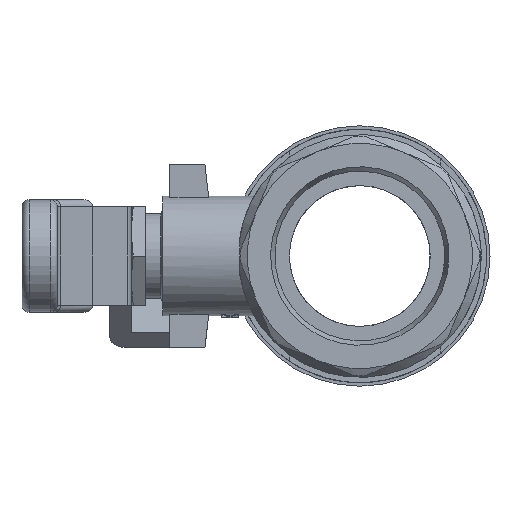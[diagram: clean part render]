
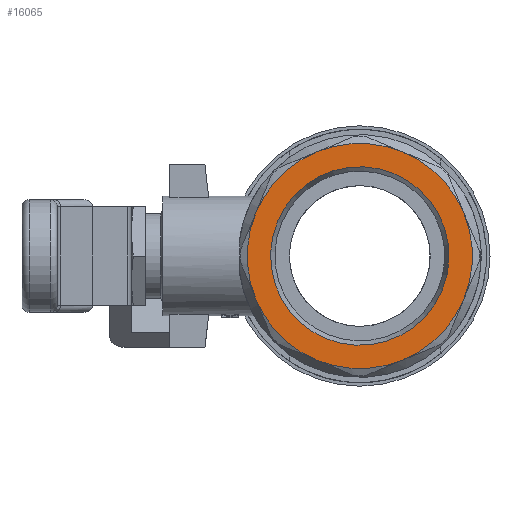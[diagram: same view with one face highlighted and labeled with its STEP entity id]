
A CAD part, left-side view. The second image highlights one B-rep face of the part: STEP entity #16065.
In plain terms, the highlighted planar face has unit normal (-1, 0, 0).
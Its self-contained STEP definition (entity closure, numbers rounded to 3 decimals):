
#3310=PLANE('',#17262);
#4528=ORIENTED_EDGE('',*,*,#9378,.F.);
#4529=ORIENTED_EDGE('',*,*,#9379,.F.);
#4530=ORIENTED_EDGE('',*,*,#9366,.F.);
#4531=ORIENTED_EDGE('',*,*,#9316,.F.);
#4532=ORIENTED_EDGE('',*,*,#9380,.F.);
#4533=ORIENTED_EDGE('',*,*,#9381,.F.);
#4534=ORIENTED_EDGE('',*,*,#9382,.F.);
#4535=ORIENTED_EDGE('',*,*,#9383,.F.);
#4536=ORIENTED_EDGE('',*,*,#9377,.F.);
#9316=EDGE_CURVE('',#11790,#11792,#13433,.T.);
#9366=EDGE_CURVE('',#11792,#11821,#13453,.T.);
#9377=EDGE_CURVE('',#11831,#11831,#13461,.T.);
#9378=EDGE_CURVE('',#11832,#11833,#13462,.T.);
#9379=EDGE_CURVE('',#11821,#11832,#13463,.T.);
#9380=EDGE_CURVE('',#11834,#11790,#13464,.T.);
#9381=EDGE_CURVE('',#11835,#11834,#13465,.T.);
#9382=EDGE_CURVE('',#11836,#11835,#13466,.T.);
#9383=EDGE_CURVE('',#11833,#11836,#13467,.T.);
#11790=VERTEX_POINT('',#27093);
#11792=VERTEX_POINT('',#27096);
#11821=VERTEX_POINT('',#27338);
#11831=VERTEX_POINT('',#27389);
#11832=VERTEX_POINT('',#27392);
#11833=VERTEX_POINT('',#27393);
#11834=VERTEX_POINT('',#27396);
#11835=VERTEX_POINT('',#27398);
#11836=VERTEX_POINT('',#27400);
#13433=CIRCLE('',#17208,16.);
#13453=CIRCLE('',#17247,16.);
#13461=CIRCLE('',#17261,12.68);
#13462=CIRCLE('',#17263,16.);
#13463=CIRCLE('',#17264,16.);
#13464=CIRCLE('',#17265,16.);
#13465=CIRCLE('',#17266,16.);
#13466=CIRCLE('',#17267,16.);
#13467=CIRCLE('',#17268,16.);
#13857=EDGE_LOOP('',(#4528,#4529,#4530,#4531,#4532,#4533,#4534,#4535));
#13858=EDGE_LOOP('',(#4536));
#14926=FACE_BOUND('',#13857,.T.);
#14927=FACE_BOUND('',#13858,.T.);
#16065=ADVANCED_FACE('',(#14926,#14927),#3310,.F.);
#17208=AXIS2_PLACEMENT_3D('',#27095,#19645,#19646);
#17247=AXIS2_PLACEMENT_3D('',#27337,#19747,#19748);
#17261=AXIS2_PLACEMENT_3D('',#27388,#19777,#19778);
#17262=AXIS2_PLACEMENT_3D('',#27390,#19779,#19780);
#17263=AXIS2_PLACEMENT_3D('',#27391,#19781,#19782);
#17264=AXIS2_PLACEMENT_3D('',#27394,#19783,#19784);
#17265=AXIS2_PLACEMENT_3D('',#27395,#19785,#19786);
#17266=AXIS2_PLACEMENT_3D('',#27397,#19787,#19788);
#17267=AXIS2_PLACEMENT_3D('',#27399,#19789,#19790);
#17268=AXIS2_PLACEMENT_3D('',#27401,#19791,#19792);
#19645=DIRECTION('',(1.,0.,0.));
#19646=DIRECTION('',(0.,-0.924,-0.383));
#19747=DIRECTION('',(1.,0.,0.));
#19748=DIRECTION('',(0.,-0.924,-0.383));
#19777=DIRECTION('',(-1.,0.,0.));
#19778=DIRECTION('',(0.,0.924,0.383));
#19779=DIRECTION('',(1.,0.,0.));
#19780=DIRECTION('',(0.,1.,0.));
#19781=DIRECTION('',(1.,0.,0.));
#19782=DIRECTION('',(0.,-0.924,-0.383));
#19783=DIRECTION('',(1.,0.,0.));
#19784=DIRECTION('',(0.,-0.924,-0.383));
#19785=DIRECTION('',(1.,0.,0.));
#19786=DIRECTION('',(0.,-0.924,-0.383));
#19787=DIRECTION('',(1.,0.,0.));
#19788=DIRECTION('',(0.,-0.924,-0.383));
#19789=DIRECTION('',(1.,0.,0.));
#19790=DIRECTION('',(0.,-0.924,-0.383));
#19791=DIRECTION('',(1.,0.,0.));
#19792=DIRECTION('',(0.,-0.924,-0.383));
#27093=CARTESIAN_POINT('',(-34.75,14.782,6.123));
#27095=CARTESIAN_POINT('',(-34.75,0.,0.));
#27096=CARTESIAN_POINT('',(-34.75,6.123,14.782));
#27337=CARTESIAN_POINT('',(-34.75,0.,0.));
#27338=CARTESIAN_POINT('',(-34.75,-6.123,14.782));
#27388=CARTESIAN_POINT('',(-34.75,0.,0.));
#27389=CARTESIAN_POINT('',(-34.75,11.715,4.852));
#27390=CARTESIAN_POINT('',(-34.75,-7.853,-3.253));
#27391=CARTESIAN_POINT('',(-34.75,0.,0.));
#27392=CARTESIAN_POINT('',(-34.75,-14.782,6.123));
#27393=CARTESIAN_POINT('',(-34.75,-14.782,-6.123));
#27394=CARTESIAN_POINT('',(-34.75,0.,0.));
#27395=CARTESIAN_POINT('',(-34.75,0.,0.));
#27396=CARTESIAN_POINT('',(-34.75,14.782,-6.123));
#27397=CARTESIAN_POINT('',(-34.75,0.,0.));
#27398=CARTESIAN_POINT('',(-34.75,6.123,-14.782));
#27399=CARTESIAN_POINT('',(-34.75,0.,0.));
#27400=CARTESIAN_POINT('',(-34.75,-6.123,-14.782));
#27401=CARTESIAN_POINT('',(-34.75,0.,0.));
